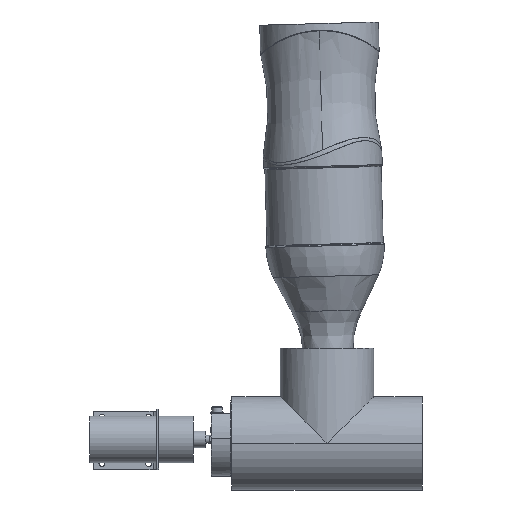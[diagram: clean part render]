
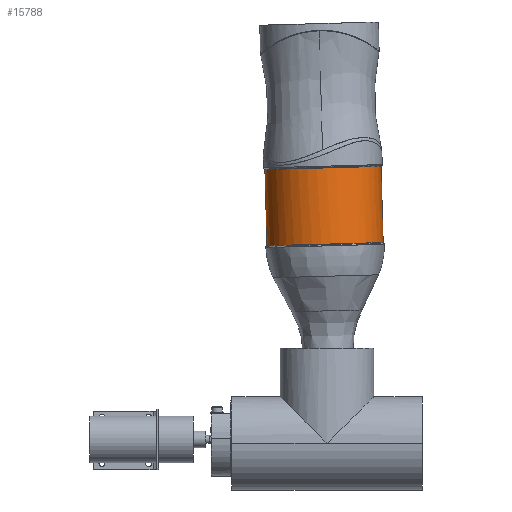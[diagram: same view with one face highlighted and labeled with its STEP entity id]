
A CAD part, left-side view. The second image highlights one B-rep face of the part: STEP entity #15788.
In plain terms, the highlighted cylindrical face has radius 29.9 mm (diameter 59.8 mm), a partial arc.
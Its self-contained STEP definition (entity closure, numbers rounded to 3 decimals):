
#15726=CARTESIAN_POINT('Axis2P3D Location',(0.,118.881,0.)) ;
#15731=CARTESIAN_POINT('Line Origine',(0.,118.881,-29.9)) ;
#15735=CARTESIAN_POINT('Vertex',(0.,138.465,-29.9)) ;
#15737=CARTESIAN_POINT('Vertex',(0.,99.297,-29.9)) ;
#15741=CARTESIAN_POINT('Control Point',(0.,99.297,-29.9)) ;
#15742=CARTESIAN_POINT('Control Point',(-4.697,99.297,-29.9)) ;
#15743=CARTESIAN_POINT('Control Point',(-9.393,99.297,-28.978)) ;
#15744=CARTESIAN_POINT('Control Point',(-13.848,99.297,-27.133)) ;
#15745=CARTESIAN_POINT('Control Point',(-21.795,99.297,-21.795)) ;
#15746=CARTESIAN_POINT('Control Point',(-27.133,99.297,-13.848)) ;
#15747=CARTESIAN_POINT('Control Point',(-28.978,99.297,-9.393)) ;
#15748=CARTESIAN_POINT('Control Point',(-30.822,99.297,0.)) ;
#15749=CARTESIAN_POINT('Control Point',(-28.978,99.297,9.393)) ;
#15750=CARTESIAN_POINT('Control Point',(-27.133,99.297,13.848)) ;
#15751=CARTESIAN_POINT('Control Point',(-21.795,99.297,21.795)) ;
#15752=CARTESIAN_POINT('Control Point',(-13.848,99.297,27.133)) ;
#15753=CARTESIAN_POINT('Control Point',(-9.393,99.297,28.978)) ;
#15754=CARTESIAN_POINT('Control Point',(-4.697,99.297,29.9)) ;
#15755=CARTESIAN_POINT('Control Point',(0.,99.297,29.9)) ;
#15756=CARTESIAN_POINT('Vertex',(0.,99.297,29.9)) ;
#15760=CARTESIAN_POINT('Control Point',(0.,99.297,29.9)) ;
#15761=CARTESIAN_POINT('Control Point',(0.,138.465,29.9)) ;
#15762=CARTESIAN_POINT('Vertex',(0.,138.465,29.9)) ;
#15766=CARTESIAN_POINT('Control Point',(0.,138.465,29.9)) ;
#15767=CARTESIAN_POINT('Control Point',(-4.697,138.465,29.9)) ;
#15768=CARTESIAN_POINT('Control Point',(-9.393,138.465,28.978)) ;
#15769=CARTESIAN_POINT('Control Point',(-13.848,138.465,27.133)) ;
#15770=CARTESIAN_POINT('Control Point',(-21.795,138.465,21.795)) ;
#15771=CARTESIAN_POINT('Control Point',(-27.133,138.465,13.848)) ;
#15772=CARTESIAN_POINT('Control Point',(-28.978,138.465,9.393)) ;
#15773=CARTESIAN_POINT('Control Point',(-30.822,138.465,0.)) ;
#15774=CARTESIAN_POINT('Control Point',(-28.978,138.465,-9.393)) ;
#15775=CARTESIAN_POINT('Control Point',(-27.133,138.465,-13.848)) ;
#15776=CARTESIAN_POINT('Control Point',(-21.795,138.465,-21.795)) ;
#15777=CARTESIAN_POINT('Control Point',(-13.848,138.465,-27.133)) ;
#15778=CARTESIAN_POINT('Control Point',(-9.393,138.465,-28.978)) ;
#15779=CARTESIAN_POINT('Control Point',(-4.697,138.465,-29.9)) ;
#15780=CARTESIAN_POINT('Control Point',(0.,138.465,-29.9)) ;
#15727=DIRECTION('Axis2P3D Direction',(0.,1.,-0.)) ;
#15728=DIRECTION('Axis2P3D XDirection',(0.,-0.,-1.)) ;
#15732=DIRECTION('Vector Direction',(0.,1.,0.)) ;
#15729=AXIS2_PLACEMENT_3D('Cylinder Axis2P3D',#15726,#15727,#15728) ;
#15783=ORIENTED_EDGE('',*,*,#15739,.T.) ;
#15784=ORIENTED_EDGE('',*,*,#15758,.T.) ;
#15785=ORIENTED_EDGE('',*,*,#15764,.T.) ;
#15786=ORIENTED_EDGE('',*,*,#15781,.T.) ;
#15733=VECTOR('Line Direction',#15732,1.) ;
#15788=ADVANCED_FACE('Surface.121',(#15787),#15730,.T.) ;
#15740=B_SPLINE_CURVE_WITH_KNOTS('',5,(#15741,#15742,#15743,#15744,#15745,#15746,#15747,#15748,#15749,#15750,#15751,#15752,#15753,#15754,#15755),.UNSPECIFIED.,.F.,.U.,(6,3,3,3,6),(0.,23.483,46.967,70.45,93.934),.UNSPECIFIED.) ;
#15759=B_SPLINE_CURVE_WITH_KNOTS('',1,(#15760,#15761),.UNSPECIFIED.,.F.,.U.,(2,2),(0.,39.168),.UNSPECIFIED.) ;
#15765=B_SPLINE_CURVE_WITH_KNOTS('',5,(#15766,#15767,#15768,#15769,#15770,#15771,#15772,#15773,#15774,#15775,#15776,#15777,#15778,#15779,#15780),.UNSPECIFIED.,.F.,.U.,(6,3,3,3,6),(0.,23.483,46.967,70.45,93.934),.UNSPECIFIED.) ;
#15730=CYLINDRICAL_SURFACE('generated cylinder',#15729,29.9) ;
#15739=EDGE_CURVE('',#15736,#15738,#15734,.F.) ;
#15758=EDGE_CURVE('',#15738,#15757,#15740,.T.) ;
#15764=EDGE_CURVE('',#15757,#15763,#15759,.T.) ;
#15781=EDGE_CURVE('',#15763,#15736,#15765,.T.) ;
#15782=EDGE_LOOP('',(#15783,#15784,#15785,#15786)) ;
#15787=FACE_OUTER_BOUND('',#15782,.T.) ;
#15734=LINE('Line',#15731,#15733) ;
#15736=VERTEX_POINT('',#15735) ;
#15738=VERTEX_POINT('',#15737) ;
#15757=VERTEX_POINT('',#15756) ;
#15763=VERTEX_POINT('',#15762) ;
